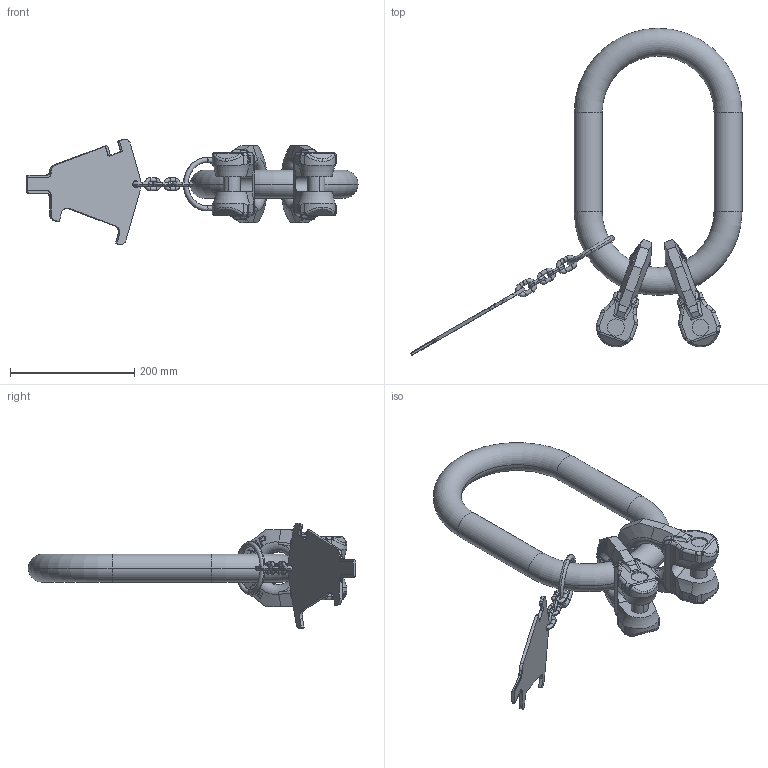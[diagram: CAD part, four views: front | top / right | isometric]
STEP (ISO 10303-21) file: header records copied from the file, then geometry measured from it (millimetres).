
FILE_DESCRIPTION((''),'2;1');
FILE_NAME('001-M31180-P-7_ASM','2014-10-14T',('Andreas.Wendler'),(''),'PRO/ENGINEER BY PARAMETRIC TECHNOLOGY CORPORATION, 2010140','PRO/ENGINEER BY PARAMETRIC TECHNOLOGY CORPORATION, 2010140','');
FILE_SCHEMA(('CONFIG_CONTROL_DESIGN'));
Length unit declared in the file: millimetre
Products named in the file (9): 001-M31163-P-7; 001-M31128-V04; 001-M31561-P-1; 001-M31129-P-2; 001-M31182-001; 001-M31182-003_ASM; 001-M31561-P-1_ASM; 001-M31494-P-1; 001-M31180-P-7_ASM
Assembly tree (12 placements, depth 4):
  001-M31180-P-7_ASM
    001-M31163-P-7
    001-M31128-V04
    001-M31561-P-1_ASM
      001-M31561-P-1
      001-M31129-P-2  x2
      001-M31182-003_ASM
        001-M31182-001  x3
    001-M31494-P-1  x2
Bounding box: 534.19 x 526.92 x 169.37 mm (x, y, z)
Volume: 2804341.9 mm3; surface area: 313659 mm2
Topology: 10 solids, 10 shells, 1067 faces, 2801 edges, 1772 vertices
Faces by surface type: plane 624, cylinder 205, bspline 124, torus 56, cone 42, sphere 16
Entity records: 20951 total; most frequent: CARTESIAN_POINT 8057, ORIENTED_EDGE 2984, DIRECTION 2181, EDGE_CURVE 1492, VERTEX_POINT 946, AXIS2_PLACEMENT_3D 815, B_SPLINE_CURVE_WITH_KNOTS 658, EDGE_LOOP 586
